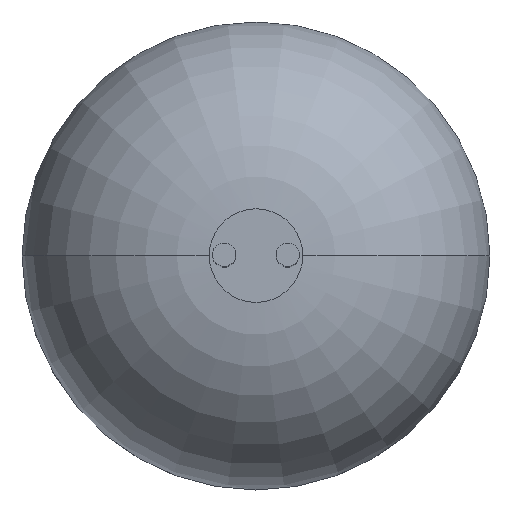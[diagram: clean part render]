
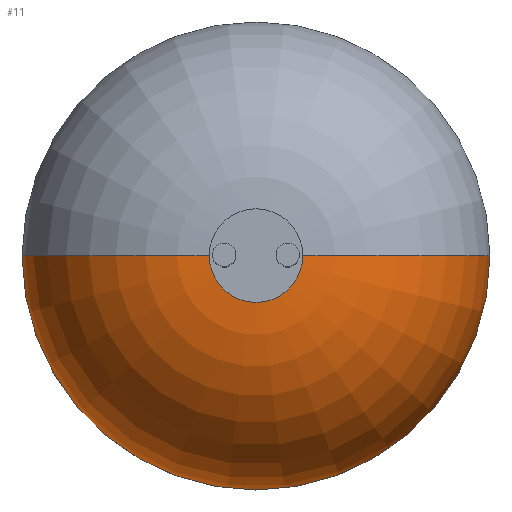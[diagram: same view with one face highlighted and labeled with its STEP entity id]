
A CAD part, top view. The second image highlights one B-rep face of the part: STEP entity #11.
In plain terms, the highlighted toroidal (fillet/blend) face has major radius 0.2 mm and minor radius 0.8 mm.
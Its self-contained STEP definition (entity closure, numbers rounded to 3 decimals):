
#11 = ADVANCED_FACE ( 'NONE', ( #171 ), #344, .T. ) ;
#12 = CIRCLE ( 'NONE', #233, 1. ) ;
#32 = ORIENTED_EDGE ( 'NONE', *, *, #314, .F. ) ;
#40 = VERTEX_POINT ( 'NONE', #148 ) ;
#64 = DIRECTION ( 'NONE',  ( 1., 0., 0. ) ) ;
#74 = VERTEX_POINT ( 'NONE', #327 ) ;
#88 = ORIENTED_EDGE ( 'NONE', *, *, #385, .F. ) ;
#90 = CARTESIAN_POINT ( 'NONE',  ( -1., 0., 1.2 ) ) ;
#106 = DIRECTION ( 'NONE',  ( 0., 0., 1. ) ) ;
#117 = DIRECTION ( 'NONE',  ( 0., -1., 0. ) ) ;
#137 = DIRECTION ( 'NONE',  ( 0., 0., 1. ) ) ;
#148 = CARTESIAN_POINT ( 'NONE',  ( 1., 0., 1.2 ) ) ;
#149 = DIRECTION ( 'NONE',  ( 0., 1., 0. ) ) ;
#162 = CARTESIAN_POINT ( 'NONE',  ( 0., 0., 1.2 ) ) ;
#170 = CARTESIAN_POINT ( 'NONE',  ( 0., 0., 1.2 ) ) ;
#171 = FACE_OUTER_BOUND ( 'NONE', #264, .T. ) ;
#194 = DIRECTION ( 'NONE',  ( 1., 0., 0. ) ) ;
#209 = CIRCLE ( 'NONE', #337, 0.8 ) ;
#233 = AXIS2_PLACEMENT_3D ( 'NONE', #162, #396, #194 ) ;
#234 = AXIS2_PLACEMENT_3D ( 'NONE', #304, #106, #333 ) ;
#236 = CARTESIAN_POINT ( 'NONE',  ( -0.2, 0., 2. ) ) ;
#257 = AXIS2_PLACEMENT_3D ( 'NONE', #323, #117, #353 ) ;
#258 = VERTEX_POINT ( 'NONE', #90 ) ;
#263 = CIRCLE ( 'NONE', #257, 0.8 ) ;
#264 = EDGE_LOOP ( 'NONE', ( #32, #354, #282, #88 ) ) ;
#274 = EDGE_CURVE ( 'NONE', #40, #74, #263, .T. ) ;
#276 = CIRCLE ( 'NONE', #234, 0.2 ) ;
#282 = ORIENTED_EDGE ( 'NONE', *, *, #274, .T. ) ;
#304 = CARTESIAN_POINT ( 'NONE',  ( 0., 0., 2. ) ) ;
#314 = EDGE_CURVE ( 'NONE', #258, #392, #209, .T. ) ;
#323 = CARTESIAN_POINT ( 'NONE',  ( 0.2, 0., 1.2 ) ) ;
#327 = CARTESIAN_POINT ( 'NONE',  ( 0.2, 0., 2. ) ) ;
#333 = DIRECTION ( 'NONE',  ( 1., 0., 0. ) ) ;
#337 = AXIS2_PLACEMENT_3D ( 'NONE', #355, #149, #383 ) ;
#340 = AXIS2_PLACEMENT_3D ( 'NONE', #170, #137, #64 ) ;
#344 = TOROIDAL_SURFACE ( 'NONE', #340, 0.2, 0.8 ) ;
#353 = DIRECTION ( 'NONE',  ( 0., 0., -1. ) ) ;
#354 = ORIENTED_EDGE ( 'NONE', *, *, #390, .F. ) ;
#355 = CARTESIAN_POINT ( 'NONE',  ( -0.2, 0., 1.2 ) ) ;
#383 = DIRECTION ( 'NONE',  ( -1., 0., 0. ) ) ;
#385 = EDGE_CURVE ( 'NONE', #392, #74, #276, .T. ) ;
#390 = EDGE_CURVE ( 'NONE', #40, #258, #12, .T. ) ;
#392 = VERTEX_POINT ( 'NONE', #236 ) ;
#396 = DIRECTION ( 'NONE',  ( 0., 0., -1. ) ) ;
